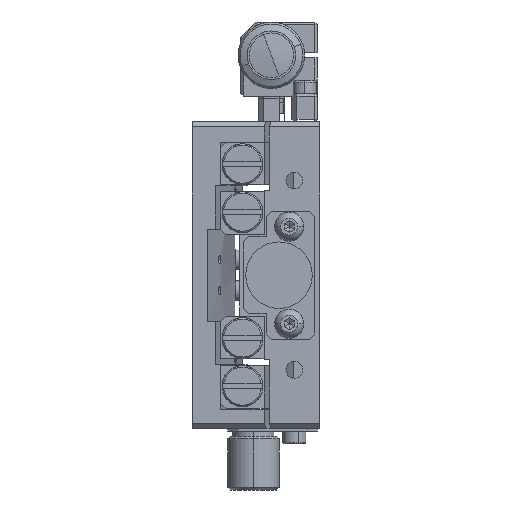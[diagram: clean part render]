
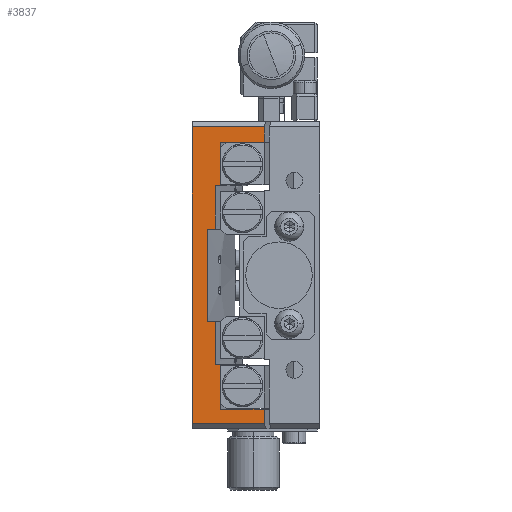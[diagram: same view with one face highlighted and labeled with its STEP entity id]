
A CAD part, left-side view. The second image highlights one B-rep face of the part: STEP entity #3837.
In plain terms, the highlighted planar face has unit normal (-1, 0, 0).
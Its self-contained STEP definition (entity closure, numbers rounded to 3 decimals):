
#281 = CARTESIAN_POINT ( 'NONE',  ( -30., -75., -9. ) ) ;
#786 = VECTOR ( 'NONE', #7682, 1000. ) ;
#818 = CARTESIAN_POINT ( 'NONE',  ( -30., -79.53, -17.5 ) ) ;
#1229 = EDGE_CURVE ( 'NONE', #18593, #19991, #8533, .T. ) ;
#1514 = ORIENTED_EDGE ( 'NONE', *, *, #1229, .T. ) ;
#2162 = ORIENTED_EDGE ( 'NONE', *, *, #24431, .T. ) ;
#2163 = DIRECTION ( 'NONE',  ( 0., -1., 0. ) ) ;
#2198 = VERTEX_POINT ( 'NONE', #15325 ) ;
#2217 = VERTEX_POINT ( 'NONE', #23113 ) ;
#3425 = EDGE_CURVE ( 'NONE', #10023, #22980, #25754, .T. ) ;
#3460 = LINE ( 'NONE', #281, #16663 ) ;
#3473 = DIRECTION ( 'NONE',  ( 0., -1., 0. ) ) ;
#3531 = ORIENTED_EDGE ( 'NONE', *, *, #29246, .F. ) ;
#3638 = ORIENTED_EDGE ( 'NONE', *, *, #10013, .F. ) ;
#3833 = VERTEX_POINT ( 'NONE', #10367 ) ;
#3837 = ADVANCED_FACE ( 'NONE', ( #22808 ), #6055, .F. ) ;
#3855 = CARTESIAN_POINT ( 'NONE',  ( -30., -80.598, -26. ) ) ;
#4091 = EDGE_CURVE ( 'NONE', #7289, #16892, #27919, .T. ) ;
#4311 = VECTOR ( 'NONE', #2163, 1000. ) ;
#4535 = ORIENTED_EDGE ( 'NONE', *, *, #22015, .F. ) ;
#4903 = CARTESIAN_POINT ( 'NONE',  ( -30., -80.598, -26.2 ) ) ;
#5050 = EDGE_CURVE ( 'NONE', #12486, #2217, #29106, .T. ) ;
#5239 = EDGE_CURVE ( 'NONE', #2198, #21200, #20935, .T. ) ;
#5585 = VECTOR ( 'NONE', #12196, 1000. ) ;
#5995 = LINE ( 'NONE', #19980, #21527 ) ;
#6055 = PLANE ( 'NONE',  #16749 ) ;
#6105 = VERTEX_POINT ( 'NONE', #12864 ) ;
#6573 = VECTOR ( 'NONE', #28747, 1000. ) ;
#6855 = EDGE_CURVE ( 'NONE', #6105, #7289, #11596, .T. ) ;
#6874 = ORIENTED_EDGE ( 'NONE', *, *, #27261, .T. ) ;
#7054 = ORIENTED_EDGE ( 'NONE', *, *, #3425, .T. ) ;
#7151 = DIRECTION ( 'NONE',  ( 0., 0., 1. ) ) ;
#7289 = VERTEX_POINT ( 'NONE', #9711 ) ;
#7682 = DIRECTION ( 'NONE',  ( 0., -1., 0. ) ) ;
#7892 = CARTESIAN_POINT ( 'NONE',  ( -30., -75., -17.5 ) ) ;
#8365 = VECTOR ( 'NONE', #22079, 1000. ) ;
#8533 = LINE ( 'NONE', #11881, #5585 ) ;
#8548 = EDGE_CURVE ( 'NONE', #16892, #18593, #14488, .T. ) ;
#8568 = DIRECTION ( 'NONE',  ( 0., -1., 0. ) ) ;
#8858 = VECTOR ( 'NONE', #8568, 1000. ) ;
#9355 = DIRECTION ( 'NONE',  ( 0., 1., 0. ) ) ;
#9711 = CARTESIAN_POINT ( 'NONE',  ( -30., -79.53, 17.5 ) ) ;
#10013 = EDGE_CURVE ( 'NONE', #16531, #2217, #11797, .T. ) ;
#10023 = VERTEX_POINT ( 'NONE', #18935 ) ;
#10367 = CARTESIAN_POINT ( 'NONE',  ( -30., -80.598, -17.5 ) ) ;
#10587 = CARTESIAN_POINT ( 'NONE',  ( -30., -89.084, -27.5 ) ) ;
#10969 = CARTESIAN_POINT ( 'NONE',  ( -30., -89.084, 26. ) ) ;
#11149 = CARTESIAN_POINT ( 'NONE',  ( -30., -75., -26.2 ) ) ;
#11417 = VERTEX_POINT ( 'NONE', #12829 ) ;
#11596 = LINE ( 'NONE', #818, #14546 ) ;
#11797 = LINE ( 'NONE', #26167, #23302 ) ;
#11881 = CARTESIAN_POINT ( 'NONE',  ( -30., -75., 26. ) ) ;
#12196 = DIRECTION ( 'NONE',  ( 0., -1., 0. ) ) ;
#12231 = CARTESIAN_POINT ( 'NONE',  ( -30., -75., -29. ) ) ;
#12486 = VERTEX_POINT ( 'NONE', #19956 ) ;
#12553 = DIRECTION ( 'NONE',  ( 0., 0., 1. ) ) ;
#12607 = LINE ( 'NONE', #7892, #786 ) ;
#12779 = DIRECTION ( 'NONE',  ( 1., 0., 0. ) ) ;
#12829 = CARTESIAN_POINT ( 'NONE',  ( -30., -79.53, -17.5 ) ) ;
#12864 = CARTESIAN_POINT ( 'NONE',  ( -30., -79.53, 9. ) ) ;
#12878 = LINE ( 'NONE', #19207, #6573 ) ;
#13757 = VECTOR ( 'NONE', #25679, 1000. ) ;
#14072 = DIRECTION ( 'NONE',  ( 0., -1., 0. ) ) ;
#14122 = LINE ( 'NONE', #19072, #17409 ) ;
#14461 = CARTESIAN_POINT ( 'NONE',  ( -30., -77.925, 9. ) ) ;
#14488 = LINE ( 'NONE', #3855, #13757 ) ;
#14546 = VECTOR ( 'NONE', #12553, 1000. ) ;
#14649 = VECTOR ( 'NONE', #9355, 1000. ) ;
#15295 = EDGE_CURVE ( 'NONE', #16531, #2198, #28527, .T. ) ;
#15325 = CARTESIAN_POINT ( 'NONE',  ( -30., -89.084, -29. ) ) ;
#15541 = ORIENTED_EDGE ( 'NONE', *, *, #22511, .F. ) ;
#15906 = VECTOR ( 'NONE', #3473, 1000. ) ;
#16531 = VERTEX_POINT ( 'NONE', #12231 ) ;
#16663 = VECTOR ( 'NONE', #14072, 1000. ) ;
#16749 = AXIS2_PLACEMENT_3D ( 'NONE', #27316, #12779, #27008 ) ;
#16892 = VERTEX_POINT ( 'NONE', #23385 ) ;
#17409 = VECTOR ( 'NONE', #29019, 1000. ) ;
#17892 = DIRECTION ( 'NONE',  ( 0., 0., 1. ) ) ;
#17985 = CARTESIAN_POINT ( 'NONE',  ( -30., -80.598, 26. ) ) ;
#18195 = CARTESIAN_POINT ( 'NONE',  ( -30., -79.53, -9. ) ) ;
#18436 = ORIENTED_EDGE ( 'NONE', *, *, #5050, .T. ) ;
#18593 = VERTEX_POINT ( 'NONE', #17985 ) ;
#18935 = CARTESIAN_POINT ( 'NONE',  ( -30., -77.925, -9. ) ) ;
#19072 = CARTESIAN_POINT ( 'NONE',  ( -30., -89.084, 27.5 ) ) ;
#19207 = CARTESIAN_POINT ( 'NONE',  ( -30., -75., 9. ) ) ;
#19350 = LINE ( 'NONE', #25196, #29385 ) ;
#19462 = VECTOR ( 'NONE', #17892, 1000. ) ;
#19846 = ORIENTED_EDGE ( 'NONE', *, *, #5239, .T. ) ;
#19857 = CARTESIAN_POINT ( 'NONE',  ( -30., -89.084, -26.2 ) ) ;
#19956 = CARTESIAN_POINT ( 'NONE',  ( -30., -89.084, 29. ) ) ;
#19980 = CARTESIAN_POINT ( 'NONE',  ( -30., -80.598, -26. ) ) ;
#19991 = VERTEX_POINT ( 'NONE', #10969 ) ;
#20019 = ORIENTED_EDGE ( 'NONE', *, *, #15295, .T. ) ;
#20935 = LINE ( 'NONE', #10587, #8365 ) ;
#21023 = ORIENTED_EDGE ( 'NONE', *, *, #6855, .T. ) ;
#21150 = CARTESIAN_POINT ( 'NONE',  ( -30., -75., 29. ) ) ;
#21200 = VERTEX_POINT ( 'NONE', #19857 ) ;
#21527 = VECTOR ( 'NONE', #22302, 1000. ) ;
#21532 = VERTEX_POINT ( 'NONE', #4903 ) ;
#22015 = EDGE_CURVE ( 'NONE', #12486, #19991, #14122, .T. ) ;
#22079 = DIRECTION ( 'NONE',  ( 0., 0., 1. ) ) ;
#22196 = EDGE_CURVE ( 'NONE', #21532, #3833, #5995, .T. ) ;
#22302 = DIRECTION ( 'NONE',  ( 0., 0., 1. ) ) ;
#22511 = EDGE_CURVE ( 'NONE', #10023, #30085, #3460, .T. ) ;
#22685 = ORIENTED_EDGE ( 'NONE', *, *, #23275, .F. ) ;
#22808 = FACE_OUTER_BOUND ( 'NONE', #23572, .T. ) ;
#22980 = VERTEX_POINT ( 'NONE', #14461 ) ;
#23113 = CARTESIAN_POINT ( 'NONE',  ( -30., -75., 29. ) ) ;
#23275 = EDGE_CURVE ( 'NONE', #21532, #21200, #23666, .T. ) ;
#23302 = VECTOR ( 'NONE', #7151, 1000. ) ;
#23385 = CARTESIAN_POINT ( 'NONE',  ( -30., -80.598, 17.5 ) ) ;
#23572 = EDGE_LOOP ( 'NONE', ( #4535, #18436, #3638, #20019, #19846, #22685, #26468, #3531, #6874, #15541, #7054, #2162, #21023, #28658, #28502, #1514 ) ) ;
#23666 = LINE ( 'NONE', #11149, #8858 ) ;
#24431 = EDGE_CURVE ( 'NONE', #22980, #6105, #12878, .T. ) ;
#25196 = CARTESIAN_POINT ( 'NONE',  ( -30., -79.53, -17.5 ) ) ;
#25679 = DIRECTION ( 'NONE',  ( 0., 0., 1. ) ) ;
#25754 = LINE ( 'NONE', #27283, #19462 ) ;
#25948 = CARTESIAN_POINT ( 'NONE',  ( -30., -75., 17.5 ) ) ;
#26167 = CARTESIAN_POINT ( 'NONE',  ( -30., -75., -30. ) ) ;
#26468 = ORIENTED_EDGE ( 'NONE', *, *, #22196, .T. ) ;
#27008 = DIRECTION ( 'NONE',  ( 0., 1., 0. ) ) ;
#27242 = DIRECTION ( 'NONE',  ( 0., 0., 1. ) ) ;
#27261 = EDGE_CURVE ( 'NONE', #11417, #30085, #19350, .T. ) ;
#27283 = CARTESIAN_POINT ( 'NONE',  ( -30., -77.925, -9. ) ) ;
#27316 = CARTESIAN_POINT ( 'NONE',  ( -30., -75., -30. ) ) ;
#27919 = LINE ( 'NONE', #25948, #4311 ) ;
#28502 = ORIENTED_EDGE ( 'NONE', *, *, #8548, .T. ) ;
#28527 = LINE ( 'NONE', #29040, #15906 ) ;
#28658 = ORIENTED_EDGE ( 'NONE', *, *, #4091, .T. ) ;
#28747 = DIRECTION ( 'NONE',  ( 0., -1., 0. ) ) ;
#29019 = DIRECTION ( 'NONE',  ( 0., 0., -1. ) ) ;
#29040 = CARTESIAN_POINT ( 'NONE',  ( -30., -75., -29. ) ) ;
#29106 = LINE ( 'NONE', #21150, #14649 ) ;
#29246 = EDGE_CURVE ( 'NONE', #11417, #3833, #12607, .T. ) ;
#29385 = VECTOR ( 'NONE', #27242, 1000. ) ;
#30085 = VERTEX_POINT ( 'NONE', #18195 ) ;
